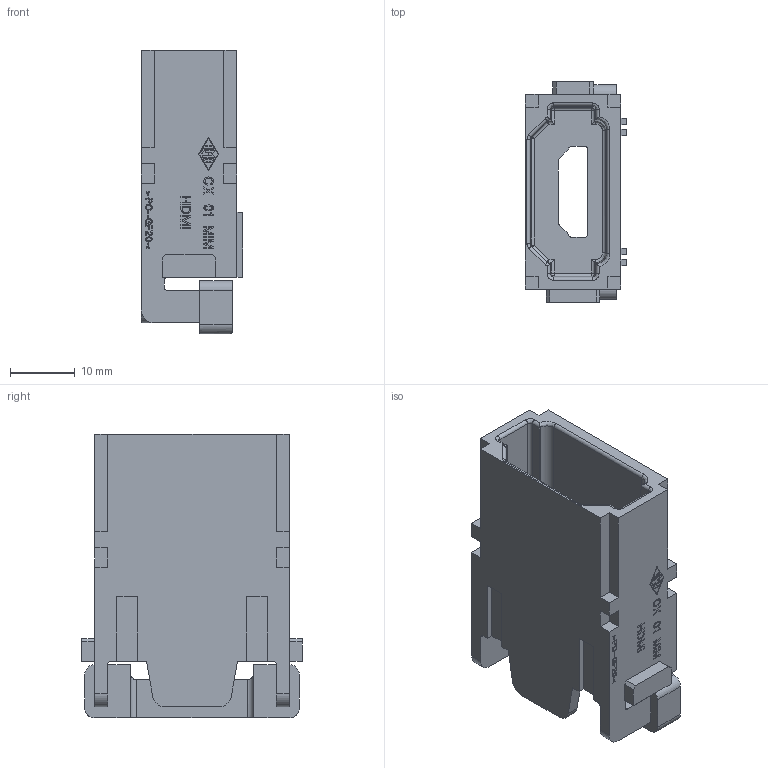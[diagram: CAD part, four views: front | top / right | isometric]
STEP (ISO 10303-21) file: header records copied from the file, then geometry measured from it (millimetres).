
FILE_DESCRIPTION(('Creo Elements/Direct Modeling STEP Export'),'2;1');
FILE_NAME('0lndrr058u4p5hm4384','2021-01-28T 9:36:44',(''),(''),'Creo Elements/Direct Modeling STEP processor for AP214 (Solid Model)','Creo Elements/Direct Modeling 20.1B 02-Apr-2019 (C) Parametric Technology GmbH','');
FILE_SCHEMA(('AUTOMOTIVE_DESIGN { 1 0 10303 214 1 1 1 1 }'));
Length unit declared in the file: millimetre
Products named in the file (2): CX_01_MIM
Assembly tree (1 placements, depth 2):
  CX_01_MIM
    CX_01_MIM
Bounding box: 15.6 x 34 x 43.7 mm (x, y, z)
Volume: 8192.5 mm3; surface area: 7503.7 mm2
Topology: 1 solids, 1 shells, 246 faces, 1173 edges, 954 vertices
Faces by surface type: plane 157, cylinder 69, bspline 12, sphere 8
Entity records: 13460 total; most frequent: CARTESIAN_POINT 3515, ORIENTED_EDGE 2330, DIRECTION 1618, EDGE_CURVE 1165, VECTOR 992, LINE 992, VERTEX_POINT 954, AXIS2_PLACEMENT_3D 313
